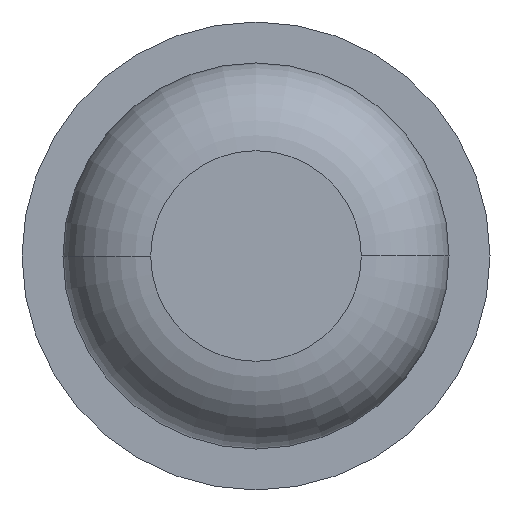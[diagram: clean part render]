
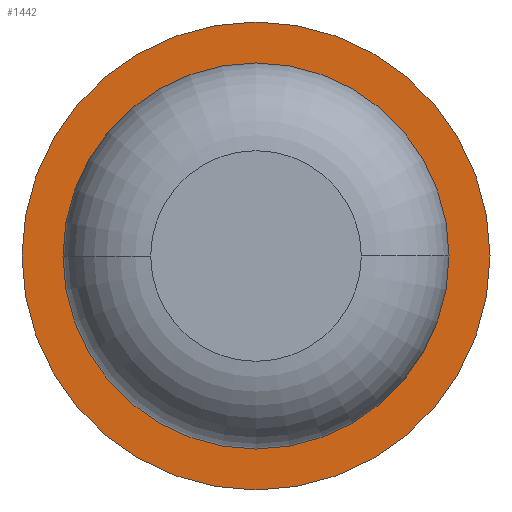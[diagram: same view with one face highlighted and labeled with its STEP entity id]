
A CAD part, front view. The second image highlights one B-rep face of the part: STEP entity #1442.
In plain terms, the highlighted planar face has unit normal (0, -1, 0).
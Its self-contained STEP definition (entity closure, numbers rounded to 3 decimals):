
#169 = DIRECTION ( 'NONE',  ( -1., 0., 0. ) ) ;
#215 = CARTESIAN_POINT ( 'NONE',  ( 0., -6., 0. ) ) ;
#261 = FACE_OUTER_BOUND ( 'NONE', #1121, .T. ) ;
#309 = ORIENTED_EDGE ( 'NONE', *, *, #2272, .F. ) ;
#508 = ORIENTED_EDGE ( 'NONE', *, *, #878, .T. ) ;
#728 = DIRECTION ( 'NONE',  ( -1., 0., 0. ) ) ;
#765 = EDGE_CURVE ( 'Defeature ausgef�hrt1_6+Defeature ausgef�hrt1_5+Defeature ausgef�hrt1_5+Defeature ausgef�hrt1_5', #1309, #1011, #2436, .T. ) ;
#859 = ORIENTED_EDGE ( 'NONE', *, *, #765, .F. ) ;
#878 = EDGE_CURVE ( 'Defeature ausgef�hrt1_5+Defeature ausgef�hrt1_0+Defeature ausgef�hrt1_0+Defeature ausgef�hrt1_0', #1042, #3150, #916, .T. ) ;
#916 = CIRCLE ( 'NONE', #1219, 0.825 ) ;
#979 = DIRECTION ( 'NONE',  ( 0., 1., 0. ) ) ;
#1011 = VERTEX_POINT ( 'NONE', #2589 ) ;
#1042 = VERTEX_POINT ( 'NONE', #1569 ) ;
#1062 = CIRCLE ( 'NONE', #1998, 0.825 ) ;
#1067 = AXIS2_PLACEMENT_3D ( 'NONE', #1082, #1334, #1581 ) ;
#1082 = CARTESIAN_POINT ( 'NONE',  ( 0.825, -6., 0. ) ) ;
#1121 = EDGE_LOOP ( 'NONE', ( #859, #309 ) ) ;
#1140 = DIRECTION ( 'NONE',  ( 0., 1., 0. ) ) ;
#1219 = AXIS2_PLACEMENT_3D ( 'NONE', #215, #1446, #169 ) ;
#1309 = VERTEX_POINT ( 'NONE', #1467 ) ;
#1334 = DIRECTION ( 'NONE',  ( 0., 1., 0. ) ) ;
#1363 = PLANE ( 'NONE',  #1067 ) ;
#1442 = ADVANCED_FACE ( 'Defeature ausgef�hrt1_5', ( #261, #2677 ), #1363, .F. ) ;
#1446 = DIRECTION ( 'NONE',  ( 0., 1., 0. ) ) ;
#1467 = CARTESIAN_POINT ( 'NONE',  ( -1., -6., 0. ) ) ;
#1492 = CARTESIAN_POINT ( 'NONE',  ( 0., -6., 0. ) ) ;
#1569 = CARTESIAN_POINT ( 'NONE',  ( 0.825, -6., 0. ) ) ;
#1581 = DIRECTION ( 'NONE',  ( -1., 0., 0. ) ) ;
#1620 = CIRCLE ( 'NONE', #3212, 1. ) ;
#1639 = EDGE_CURVE ( 'Defeature ausgef�hrt1_5+Defeature ausgef�hrt1_0+Defeature ausgef�hrt1_0+Defeature ausgef�hrt1_0', #3150, #1042, #1062, .T. ) ;
#1899 = AXIS2_PLACEMENT_3D ( 'NONE', #2742, #979, #2482 ) ;
#1915 = DIRECTION ( 'NONE',  ( -1., 0., 0. ) ) ;
#1978 = CARTESIAN_POINT ( 'NONE',  ( -0.825, -6., 0. ) ) ;
#1998 = AXIS2_PLACEMENT_3D ( 'NONE', #2412, #1140, #1915 ) ;
#2001 = ORIENTED_EDGE ( 'NONE', *, *, #1639, .T. ) ;
#2265 = DIRECTION ( 'NONE',  ( 0., 1., 0. ) ) ;
#2272 = EDGE_CURVE ( 'Defeature ausgef�hrt1_6+Defeature ausgef�hrt1_5+Defeature ausgef�hrt1_5+Defeature ausgef�hrt1_5', #1011, #1309, #1620, .T. ) ;
#2369 = EDGE_LOOP ( 'NONE', ( #2001, #508 ) ) ;
#2412 = CARTESIAN_POINT ( 'NONE',  ( 0., -6., 0. ) ) ;
#2436 = CIRCLE ( 'NONE', #1899, 1. ) ;
#2482 = DIRECTION ( 'NONE',  ( -1., 0., 0. ) ) ;
#2589 = CARTESIAN_POINT ( 'NONE',  ( 1., -6., 0. ) ) ;
#2677 = FACE_BOUND ( 'NONE', #2369, .T. ) ;
#2742 = CARTESIAN_POINT ( 'NONE',  ( 0., -6., 0. ) ) ;
#3150 = VERTEX_POINT ( 'NONE', #1978 ) ;
#3212 = AXIS2_PLACEMENT_3D ( 'NONE', #1492, #2265, #728 ) ;
